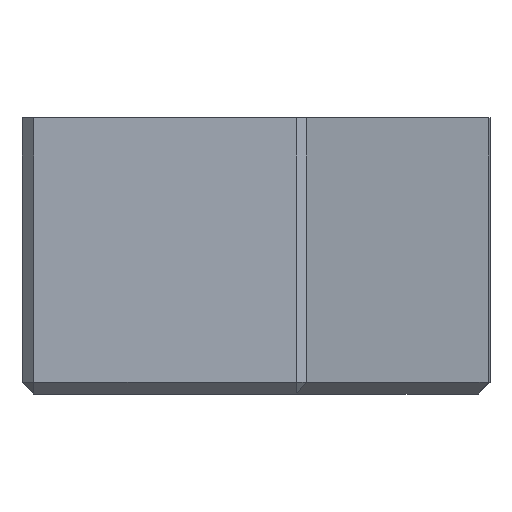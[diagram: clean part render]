
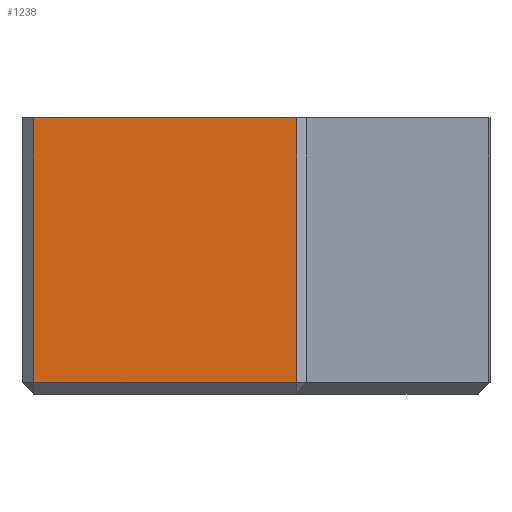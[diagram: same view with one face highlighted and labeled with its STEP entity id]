
A CAD part, left-side view. The second image highlights one B-rep face of the part: STEP entity #1238.
In plain terms, the highlighted planar face has unit normal (-1, 0, 0).
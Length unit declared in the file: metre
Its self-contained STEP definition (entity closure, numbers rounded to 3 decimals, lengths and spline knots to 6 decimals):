
#212=ORIENTED_EDGE('',*,*,#526,.T.);
#213=ORIENTED_EDGE('',*,*,#527,.T.);
#214=ORIENTED_EDGE('',*,*,#512,.F.);
#215=ORIENTED_EDGE('',*,*,#528,.T.);
#512=EDGE_CURVE('',#668,#669,#788,.T.);
#526=EDGE_CURVE('',#678,#679,#802,.T.);
#527=EDGE_CURVE('',#679,#669,#803,.T.);
#528=EDGE_CURVE('',#668,#678,#804,.T.);
#668=VERTEX_POINT('',#1955);
#669=VERTEX_POINT('',#1957);
#678=VERTEX_POINT('',#1984);
#679=VERTEX_POINT('',#1985);
#788=LINE('',#1956,#938);
#802=LINE('',#1983,#952);
#803=LINE('',#1986,#953);
#804=LINE('',#1987,#954);
#938=VECTOR('',#1561,1.);
#952=VECTOR('',#1583,1.);
#953=VECTOR('',#1584,1.);
#954=VECTOR('',#1585,1.);
#1026=EDGE_LOOP('',(#212,#213,#214,#215));
#1104=FACE_BOUND('',#1026,.T.);
#1178=PLANE('',#1337);
#1238=ADVANCED_FACE('',(#1104),#1178,.T.);
#1337=AXIS2_PLACEMENT_3D('',#1982,#1581,#1582);
#1561=DIRECTION('',(0.,-1.,0.));
#1581=DIRECTION('',(-1.,0.,0.));
#1582=DIRECTION('',(0.,0.,-1.));
#1583=DIRECTION('',(0.,-1.,0.));
#1584=DIRECTION('',(0.,0.,1.));
#1585=DIRECTION('',(0.,0.,-1.));
#1955=CARTESIAN_POINT('',(-0.02,0.0295,0.));
#1956=CARTESIAN_POINT('',(-0.02,0.02,0.));
#1957=CARTESIAN_POINT('',(-0.02,0.018268,0.));
#1982=CARTESIAN_POINT('',(-0.02,0.02,-0.007));
#1983=CARTESIAN_POINT('',(-0.02,0.02,-0.0113));
#1984=CARTESIAN_POINT('',(-0.02,0.0295,-0.0113));
#1985=CARTESIAN_POINT('',(-0.02,0.018268,-0.0113));
#1986=CARTESIAN_POINT('',(-0.02,0.018268,-0.007));
#1987=CARTESIAN_POINT('',(-0.02,0.0295,-0.007));
